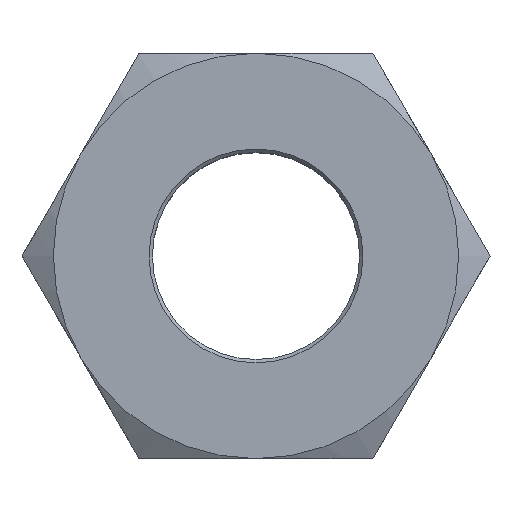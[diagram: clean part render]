
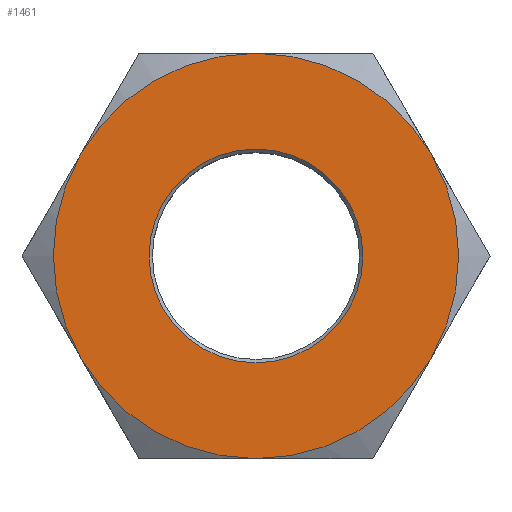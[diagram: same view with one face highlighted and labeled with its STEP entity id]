
A CAD part, top view. The second image highlights one B-rep face of the part: STEP entity #1461.
In plain terms, the highlighted planar face has unit normal (0, 0, 1).
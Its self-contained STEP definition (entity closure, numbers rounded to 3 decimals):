
#692=PLANE('',#1366);
#710=ORIENTED_EDGE('',*,*,#910,.T.);
#711=ORIENTED_EDGE('',*,*,#911,.T.);
#712=ORIENTED_EDGE('',*,*,#912,.T.);
#713=ORIENTED_EDGE('',*,*,#913,.T.);
#714=ORIENTED_EDGE('',*,*,#914,.T.);
#715=ORIENTED_EDGE('',*,*,#915,.T.);
#716=ORIENTED_EDGE('',*,*,#916,.T.);
#717=ORIENTED_EDGE('',*,*,#917,.T.);
#718=ORIENTED_EDGE('',*,*,#918,.T.);
#719=ORIENTED_EDGE('',*,*,#919,.T.);
#720=ORIENTED_EDGE('',*,*,#920,.T.);
#721=ORIENTED_EDGE('',*,*,#921,.T.);
#722=ORIENTED_EDGE('',*,*,#909,.T.);
#831=CIRCLE('',#1365,10.815);
#832=CIRCLE('',#1367,20.5);
#833=CIRCLE('',#1368,20.5);
#834=CIRCLE('',#1369,20.5);
#835=CIRCLE('',#1370,20.5);
#836=CIRCLE('',#1371,20.5);
#837=CIRCLE('',#1372,20.5);
#838=CIRCLE('',#1373,20.5);
#839=CIRCLE('',#1374,20.5);
#840=CIRCLE('',#1375,20.5);
#841=CIRCLE('',#1376,20.5);
#842=CIRCLE('',#1377,20.5);
#843=CIRCLE('',#1378,20.5);
#864=VERTEX_POINT('',#1234);
#865=VERTEX_POINT('',#1237);
#866=VERTEX_POINT('',#1238);
#867=VERTEX_POINT('',#1240);
#868=VERTEX_POINT('',#1242);
#869=VERTEX_POINT('',#1244);
#870=VERTEX_POINT('',#1246);
#871=VERTEX_POINT('',#1248);
#872=VERTEX_POINT('',#1250);
#873=VERTEX_POINT('',#1252);
#874=VERTEX_POINT('',#1254);
#875=VERTEX_POINT('',#1256);
#876=VERTEX_POINT('',#1258);
#909=EDGE_CURVE('',#864,#864,#831,.T.);
#910=EDGE_CURVE('',#865,#866,#832,.T.);
#911=EDGE_CURVE('',#866,#867,#833,.T.);
#912=EDGE_CURVE('',#867,#868,#834,.T.);
#913=EDGE_CURVE('',#868,#869,#835,.T.);
#914=EDGE_CURVE('',#869,#870,#836,.T.);
#915=EDGE_CURVE('',#870,#871,#837,.T.);
#916=EDGE_CURVE('',#871,#872,#838,.T.);
#917=EDGE_CURVE('',#872,#873,#839,.T.);
#918=EDGE_CURVE('',#873,#874,#840,.T.);
#919=EDGE_CURVE('',#874,#875,#841,.T.);
#920=EDGE_CURVE('',#875,#876,#842,.T.);
#921=EDGE_CURVE('',#876,#865,#843,.T.);
#977=EDGE_LOOP('',(#710,#711,#712,#713,#714,#715,#716,#717,#718,#719,#720,
#721));
#978=EDGE_LOOP('',(#722));
#1015=FACE_BOUND('',#977,.T.);
#1016=FACE_BOUND('',#978,.T.);
#1063=DIRECTION('',(0.,0.,-1.));
#1064=DIRECTION('',(-10.815,0.,0.));
#1065=DIRECTION('',(0.,0.,1.));
#1066=DIRECTION('',(0.,-1.,0.));
#1067=DIRECTION('',(0.,0.,1.));
#1068=DIRECTION('',(-17.774,-10.214,0.));
#1069=DIRECTION('',(0.,0.,1.));
#1070=DIRECTION('',(-17.709,-10.327,0.));
#1071=DIRECTION('',(0.,0.,1.));
#1072=DIRECTION('',(-0.113,-20.5,0.));
#1073=DIRECTION('',(0.,0.,1.));
#1074=DIRECTION('',(0.,-20.5,0.));
#1075=DIRECTION('',(0.,0.,1.));
#1076=DIRECTION('',(17.709,-10.327,0.));
#1077=DIRECTION('',(0.,0.,1.));
#1078=DIRECTION('',(17.774,-10.214,0.));
#1079=DIRECTION('',(0.,0.,1.));
#1080=DIRECTION('',(17.774,10.214,0.));
#1081=DIRECTION('',(0.,0.,1.));
#1082=DIRECTION('',(17.709,10.327,0.));
#1083=DIRECTION('',(0.,0.,1.));
#1084=DIRECTION('',(0.113,20.5,0.));
#1085=DIRECTION('',(0.,0.,1.));
#1086=DIRECTION('',(-0.113,20.5,0.));
#1087=DIRECTION('',(0.,0.,1.));
#1088=DIRECTION('',(-17.709,10.327,0.));
#1089=DIRECTION('',(0.,0.,1.));
#1090=DIRECTION('',(-17.774,10.214,0.));
#1234=CARTESIAN_POINT('',(14.106,0.,41.856));
#1235=CARTESIAN_POINT('',(24.922,0.,41.856));
#1236=CARTESIAN_POINT('',(7.147,-10.214,41.856));
#1237=CARTESIAN_POINT('',(7.147,-10.214,41.856));
#1238=CARTESIAN_POINT('',(7.213,-10.327,41.856));
#1239=CARTESIAN_POINT('',(24.922,0.,41.857));
#1240=CARTESIAN_POINT('',(24.808,-20.5,41.856));
#1241=CARTESIAN_POINT('',(24.922,0.,41.857));
#1242=CARTESIAN_POINT('',(24.922,-20.5,41.857));
#1243=CARTESIAN_POINT('',(24.922,0.,41.857));
#1244=CARTESIAN_POINT('',(42.63,-10.327,41.856));
#1245=CARTESIAN_POINT('',(24.922,0.,41.857));
#1246=CARTESIAN_POINT('',(42.696,-10.214,41.856));
#1247=CARTESIAN_POINT('',(24.922,0.,41.857));
#1248=CARTESIAN_POINT('',(42.696,10.214,41.856));
#1249=CARTESIAN_POINT('',(24.922,0.,41.857));
#1250=CARTESIAN_POINT('',(42.63,10.327,41.856));
#1251=CARTESIAN_POINT('',(24.922,0.,41.857));
#1252=CARTESIAN_POINT('',(25.035,20.5,41.856));
#1253=CARTESIAN_POINT('',(24.922,0.,41.857));
#1254=CARTESIAN_POINT('',(24.808,20.5,41.856));
#1255=CARTESIAN_POINT('',(24.922,0.,41.857));
#1256=CARTESIAN_POINT('',(7.213,10.327,41.856));
#1257=CARTESIAN_POINT('',(24.922,0.,41.857));
#1258=CARTESIAN_POINT('',(7.147,10.214,41.856));
#1259=CARTESIAN_POINT('',(24.922,0.,41.857));
#1260=CARTESIAN_POINT('',(24.922,0.,41.857));
#1365=AXIS2_PLACEMENT_3D('',#1235,#1063,#1064);
#1366=AXIS2_PLACEMENT_3D('',#1236,#1065,#1066);
#1367=AXIS2_PLACEMENT_3D('',#1239,#1067,#1068);
#1368=AXIS2_PLACEMENT_3D('',#1241,#1069,#1070);
#1369=AXIS2_PLACEMENT_3D('',#1243,#1071,#1072);
#1370=AXIS2_PLACEMENT_3D('',#1245,#1073,#1074);
#1371=AXIS2_PLACEMENT_3D('',#1247,#1075,#1076);
#1372=AXIS2_PLACEMENT_3D('',#1249,#1077,#1078);
#1373=AXIS2_PLACEMENT_3D('',#1251,#1079,#1080);
#1374=AXIS2_PLACEMENT_3D('',#1253,#1081,#1082);
#1375=AXIS2_PLACEMENT_3D('',#1255,#1083,#1084);
#1376=AXIS2_PLACEMENT_3D('',#1257,#1085,#1086);
#1377=AXIS2_PLACEMENT_3D('',#1259,#1087,#1088);
#1378=AXIS2_PLACEMENT_3D('',#1260,#1089,#1090);
#1461=ADVANCED_FACE('',(#1015,#1016),#692,.T.);
